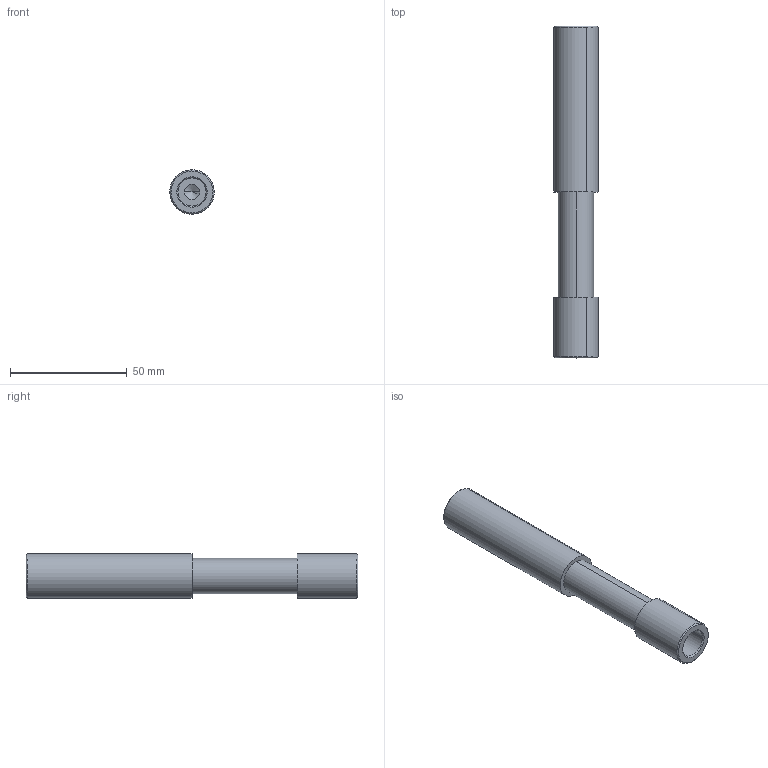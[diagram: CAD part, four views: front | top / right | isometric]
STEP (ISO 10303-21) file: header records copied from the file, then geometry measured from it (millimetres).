
FILE_DESCRIPTION(('CATIA V6 STEP','CAx-IF Rec.Pracs.--- Model Styling and Organization---1.4--- 2014-01-23','CAx-IF Rec.Pracs.---3D Tessellated Data Validation Properties---0.5---2014-09-14'),'2;1');
FILE_NAME('Support axe ar.stp','2020-11-23T09:56:05+00:00',('none'),('none'),'3DEXPERIENCE Platform3DEXPERIENCE R2019x HotFix 5','3DEXPERIENCE Platform STEP AP242 v1','none');
FILE_SCHEMA(('AP242_MANAGED_MODEL_BASED_3D_ENGINEERING_MIM_LF {1 0 10303 442 1 1 4}'));
Length unit declared in the file: millimetre
Products named in the file (1): Forme 3D00064312
Bounding box: 18.99 x 142 x 18.99 mm (x, y, z)
Volume: 31560.9 mm3; surface area: 10217.9 mm2
Topology: 1 solids, 1 shells, 32 faces, 66 edges, 38 vertices
Faces by surface type: cylinder 14, cone 12, plane 6
Entity records: 767 total; most frequent: CARTESIAN_POINT 124, ORIENTED_EDGE 124, DIRECTION 108, EDGE_CURVE 62, AXIS2_PLACEMENT_3D 60, EDGE_LOOP 38, VERTEX_POINT 38, CIRCLE 36
